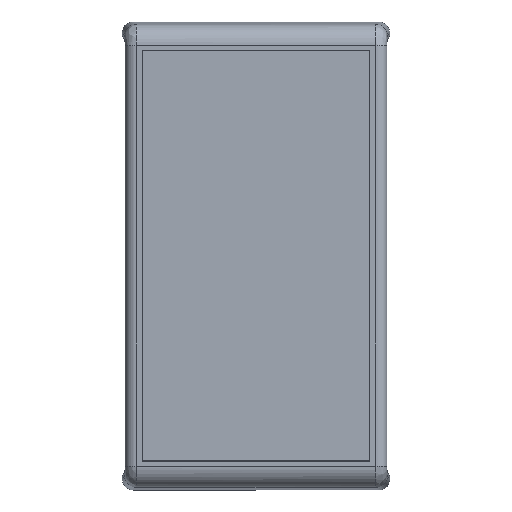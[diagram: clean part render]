
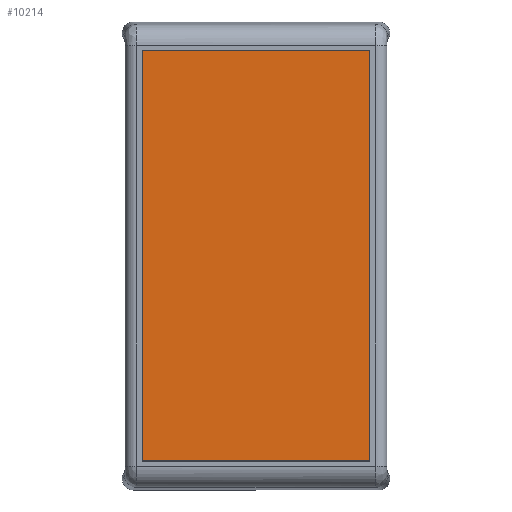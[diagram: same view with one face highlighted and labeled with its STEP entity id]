
A CAD part, top view. The second image highlights one B-rep face of the part: STEP entity #10214.
In plain terms, the highlighted face is planar.
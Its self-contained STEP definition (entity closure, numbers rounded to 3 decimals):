
#981=PLANE('',#11108);
#1498=FACE_OUTER_BOUND('',#2111,.T.);
#2111=EDGE_LOOP('',(#9017,#9018,#9019,#9020));
#3020=LINE('',#18178,#3925);
#3024=LINE('',#18187,#3929);
#3025=LINE('',#18188,#3930);
#3026=LINE('',#18189,#3931);
#3925=VECTOR('',#13483,10.);
#3929=VECTOR('',#13489,10.);
#3930=VECTOR('',#13490,10.);
#3931=VECTOR('',#13491,10.);
#5024=VERTEX_POINT('',#18176);
#5025=VERTEX_POINT('',#18177);
#5028=VERTEX_POINT('',#18185);
#5029=VERTEX_POINT('',#18186);
#6410=EDGE_CURVE('',#5024,#5025,#3020,.T.);
#6414=EDGE_CURVE('',#5028,#5029,#3024,.T.);
#6415=EDGE_CURVE('',#5029,#5024,#3025,.T.);
#6416=EDGE_CURVE('',#5025,#5028,#3026,.T.);
#9017=ORIENTED_EDGE('',*,*,#6414,.T.);
#9018=ORIENTED_EDGE('',*,*,#6415,.T.);
#9019=ORIENTED_EDGE('',*,*,#6410,.T.);
#9020=ORIENTED_EDGE('',*,*,#6416,.T.);
#10214=ADVANCED_FACE('',(#1498),#981,.F.);
#11108=AXIS2_PLACEMENT_3D('',#18184,#13487,#13488);
#13483=DIRECTION('',(-1.,0.,0.));
#13487=DIRECTION('center_axis',(0.,0.,1.));
#13488=DIRECTION('ref_axis',(1.,0.,0.));
#13489=DIRECTION('',(1.,0.,0.));
#13490=DIRECTION('',(0.,-1.,0.));
#13491=DIRECTION('',(0.,1.,0.));
#18176=CARTESIAN_POINT('',(25.5,-46.,-16.75));
#18177=CARTESIAN_POINT('',(-25.5,-46.,-16.75));
#18178=CARTESIAN_POINT('',(-25.5,-46.,-16.75));
#18184=CARTESIAN_POINT('Origin',(0.,0.,-16.75));
#18185=CARTESIAN_POINT('',(-25.5,46.,-16.75));
#18186=CARTESIAN_POINT('',(25.5,46.,-16.75));
#18187=CARTESIAN_POINT('',(25.5,46.,-16.75));
#18188=CARTESIAN_POINT('',(25.5,-46.,-16.75));
#18189=CARTESIAN_POINT('',(-25.5,46.,-16.75));
